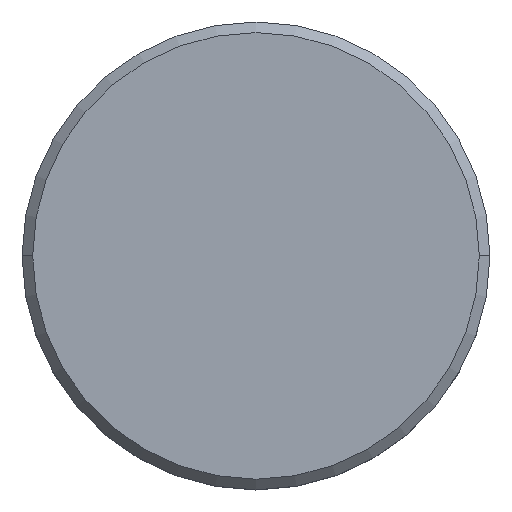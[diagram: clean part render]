
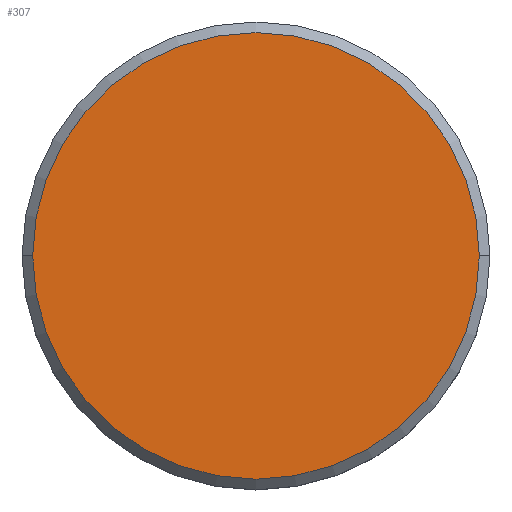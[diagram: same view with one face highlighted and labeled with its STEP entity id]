
A CAD part, top view. The second image highlights one B-rep face of the part: STEP entity #307.
In plain terms, the highlighted planar face has unit normal (0, 0, 1).
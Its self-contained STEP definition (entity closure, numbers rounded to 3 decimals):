
#2 = DIRECTION ( 'NONE',  ( 1., 0., 0. ) ) ;
#24 = DIRECTION ( 'NONE',  ( 1., 0., 0. ) ) ;
#37 = DIRECTION ( 'NONE',  ( 0., 0., 1. ) ) ;
#89 = AXIS2_PLACEMENT_3D ( 'NONE', #198, #37, #292 ) ;
#100 = CARTESIAN_POINT ( 'NONE',  ( -10.5, 0., 0. ) ) ;
#121 = DIRECTION ( 'NONE',  ( 0., 0., 1. ) ) ;
#130 = VERTEX_POINT ( 'NONE', #158 ) ;
#134 = EDGE_LOOP ( 'NONE', ( #373, #297 ) ) ;
#158 = CARTESIAN_POINT ( 'NONE',  ( 10.5, 0., 0. ) ) ;
#163 = CIRCLE ( 'NONE', #379, 10.5 ) ;
#193 = EDGE_CURVE ( 'NONE', #130, #380, #163, .T. ) ;
#195 = EDGE_CURVE ( 'NONE', #380, #130, #201, .T. ) ;
#198 = CARTESIAN_POINT ( 'NONE',  ( 0., 0., 0. ) ) ;
#201 = CIRCLE ( 'NONE', #294, 10.5 ) ;
#247 = CARTESIAN_POINT ( 'NONE',  ( 0., 0., 0. ) ) ;
#285 = CARTESIAN_POINT ( 'NONE',  ( 0., 0., 0. ) ) ;
#292 = DIRECTION ( 'NONE',  ( 1., 0., 0. ) ) ;
#294 = AXIS2_PLACEMENT_3D ( 'NONE', #247, #121, #2 ) ;
#297 = ORIENTED_EDGE ( 'NONE', *, *, #193, .T. ) ;
#307 = ADVANCED_FACE ( 'NONE', ( #353 ), #386, .T. ) ;
#314 = DIRECTION ( 'NONE',  ( 0., 0., 1. ) ) ;
#353 = FACE_OUTER_BOUND ( 'NONE', #134, .T. ) ;
#373 = ORIENTED_EDGE ( 'NONE', *, *, #195, .T. ) ;
#379 = AXIS2_PLACEMENT_3D ( 'NONE', #285, #314, #24 ) ;
#380 = VERTEX_POINT ( 'NONE', #100 ) ;
#386 = PLANE ( 'NONE',  #89 ) ;
